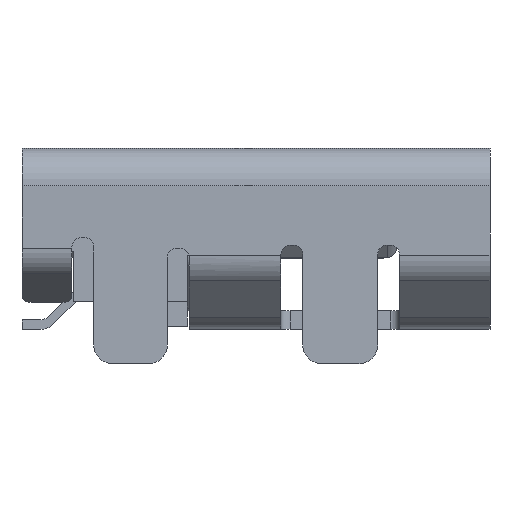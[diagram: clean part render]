
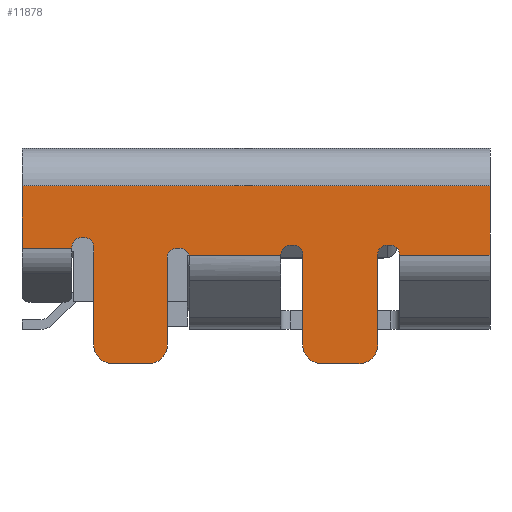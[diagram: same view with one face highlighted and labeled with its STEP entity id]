
A CAD part, left-side view. The second image highlights one B-rep face of the part: STEP entity #11878.
In plain terms, the highlighted planar face has unit normal (-1, 0, 0).
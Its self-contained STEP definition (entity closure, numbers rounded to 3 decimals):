
#10475 = VERTEX_POINT('',#10476);
#10476 = CARTESIAN_POINT('',(-3.25,4.1,1.47));
#10482 = EDGE_CURVE('',#10475,#10483,#10485,.T.);
#10483 = VERTEX_POINT('',#10484);
#10484 = CARTESIAN_POINT('',(-3.25,4.15,1.47));
#10485 = LINE('',#10486,#10487);
#10486 = CARTESIAN_POINT('',(-3.25,0.95,1.47));
#10487 = VECTOR('',#10488,1.);
#10488 = DIRECTION('',(0.,1.,0.));
#11859 = EDGE_CURVE('',#11860,#10475,#11862,.T.);
#11860 = VERTEX_POINT('',#11861);
#11861 = CARTESIAN_POINT('',(-3.25,3.95,1.32));
#11862 = CIRCLE('',#11863,0.15);
#11863 = AXIS2_PLACEMENT_3D('',#11864,#11865,#11866);
#11864 = CARTESIAN_POINT('',(-3.25,4.1,1.32));
#11865 = DIRECTION('',(-1.,0.,0.));
#11866 = DIRECTION('',(0.,0.,-1.));
#11878 = ADVANCED_FACE('',(#11879),#12124,.T.);
#11879 = FACE_BOUND('',#11880,.T.);
#11880 = EDGE_LOOP('',(#11881,#11889,#11898,#11906,#11915,#11923,#11932,
    #11940,#11949,#11957,#11965,#11974,#11982,#11991,#11999,#12008,
    #12016,#12025,#12033,#12042,#12050,#12059,#12067,#12075,#12083,
    #12091,#12099,#12107,#12115,#12122,#12123));
#11881 = ORIENTED_EDGE('',*,*,#11882,.T.);
#11882 = EDGE_CURVE('',#11860,#11883,#11885,.T.);
#11883 = VERTEX_POINT('',#11884);
#11884 = CARTESIAN_POINT('',(-3.25,3.95,-0.25));
#11885 = LINE('',#11886,#11887);
#11886 = CARTESIAN_POINT('',(-3.25,3.95,1.75));
#11887 = VECTOR('',#11888,1.);
#11888 = DIRECTION('',(0.,0.,-1.));
#11889 = ORIENTED_EDGE('',*,*,#11890,.F.);
#11890 = EDGE_CURVE('',#11891,#11883,#11893,.T.);
#11891 = VERTEX_POINT('',#11892);
#11892 = CARTESIAN_POINT('',(-3.25,3.65,-0.55));
#11893 = CIRCLE('',#11894,0.3);
#11894 = AXIS2_PLACEMENT_3D('',#11895,#11896,#11897);
#11895 = CARTESIAN_POINT('',(-3.25,3.65,-0.25));
#11896 = DIRECTION('',(1.,0.,0.));
#11897 = DIRECTION('',(0.,0.,1.));
#11898 = ORIENTED_EDGE('',*,*,#11899,.T.);
#11899 = EDGE_CURVE('',#11891,#11900,#11902,.T.);
#11900 = VERTEX_POINT('',#11901);
#11901 = CARTESIAN_POINT('',(-3.25,3.07,-0.55));
#11902 = LINE('',#11903,#11904);
#11903 = CARTESIAN_POINT('',(-3.25,3.95,-0.55));
#11904 = VECTOR('',#11905,1.);
#11905 = DIRECTION('',(0.,-1.,0.));
#11906 = ORIENTED_EDGE('',*,*,#11907,.T.);
#11907 = EDGE_CURVE('',#11900,#11908,#11910,.T.);
#11908 = VERTEX_POINT('',#11909);
#11909 = CARTESIAN_POINT('',(-3.25,2.77,-0.25));
#11910 = CIRCLE('',#11911,0.3);
#11911 = AXIS2_PLACEMENT_3D('',#11912,#11913,#11914);
#11912 = CARTESIAN_POINT('',(-3.25,3.07,-0.25));
#11913 = DIRECTION('',(-1.,0.,0.));
#11914 = DIRECTION('',(0.,0.,1.));
#11915 = ORIENTED_EDGE('',*,*,#11916,.F.);
#11916 = EDGE_CURVE('',#11917,#11908,#11919,.T.);
#11917 = VERTEX_POINT('',#11918);
#11918 = CARTESIAN_POINT('',(-3.25,2.77,1.15));
#11919 = LINE('',#11920,#11921);
#11920 = CARTESIAN_POINT('',(-3.25,2.77,1.2));
#11921 = VECTOR('',#11922,1.);
#11922 = DIRECTION('',(0.,0.,-1.));
#11923 = ORIENTED_EDGE('',*,*,#11924,.F.);
#11924 = EDGE_CURVE('',#11925,#11917,#11927,.T.);
#11925 = VERTEX_POINT('',#11926);
#11926 = CARTESIAN_POINT('',(-3.25,2.62,1.3));
#11927 = CIRCLE('',#11928,0.15);
#11928 = AXIS2_PLACEMENT_3D('',#11929,#11930,#11931);
#11929 = CARTESIAN_POINT('',(-3.25,2.62,1.15));
#11930 = DIRECTION('',(-1.,0.,0.));
#11931 = DIRECTION('',(0.,0.,-1.));
#11932 = ORIENTED_EDGE('',*,*,#11933,.T.);
#11933 = EDGE_CURVE('',#11925,#11934,#11936,.T.);
#11934 = VERTEX_POINT('',#11935);
#11935 = CARTESIAN_POINT('',(-3.25,2.57,1.3));
#11936 = LINE('',#11937,#11938);
#11937 = CARTESIAN_POINT('',(-3.25,0.01,1.3));
#11938 = VECTOR('',#11939,1.);
#11939 = DIRECTION('',(0.,-1.,0.));
#11940 = ORIENTED_EDGE('',*,*,#11941,.F.);
#11941 = EDGE_CURVE('',#11942,#11934,#11944,.T.);
#11942 = VERTEX_POINT('',#11943);
#11943 = CARTESIAN_POINT('',(-3.25,2.425,
    1.19));
#11944 = CIRCLE('',#11945,0.15);
#11945 = AXIS2_PLACEMENT_3D('',#11946,#11947,#11948);
#11946 = CARTESIAN_POINT('',(-3.25,2.57,1.15));
#11947 = DIRECTION('',(-1.,0.,0.));
#11948 = DIRECTION('',(0.,0.,-1.));
#11949 = ORIENTED_EDGE('',*,*,#11950,.F.);
#11950 = EDGE_CURVE('',#11951,#11942,#11953,.T.);
#11951 = VERTEX_POINT('',#11952);
#11952 = CARTESIAN_POINT('',(-3.25,0.95,1.19));
#11953 = LINE('',#11954,#11955);
#11954 = CARTESIAN_POINT('',(-3.25,-2.4,1.19));
#11955 = VECTOR('',#11956,1.);
#11956 = DIRECTION('',(0.,1.,0.));
#11957 = ORIENTED_EDGE('',*,*,#11958,.T.);
#11958 = EDGE_CURVE('',#11951,#11959,#11961,.T.);
#11959 = VERTEX_POINT('',#11960);
#11960 = CARTESIAN_POINT('',(-3.25,0.95,1.2));
#11961 = LINE('',#11962,#11963);
#11962 = CARTESIAN_POINT('',(-3.25,0.95,0.));
#11963 = VECTOR('',#11964,1.);
#11964 = DIRECTION('',(0.,0.,1.));
#11965 = ORIENTED_EDGE('',*,*,#11966,.T.);
#11966 = EDGE_CURVE('',#11959,#11967,#11969,.T.);
#11967 = VERTEX_POINT('',#11968);
#11968 = CARTESIAN_POINT('',(-3.25,0.8,1.35));
#11969 = CIRCLE('',#11970,0.15);
#11970 = AXIS2_PLACEMENT_3D('',#11971,#11972,#11973);
#11971 = CARTESIAN_POINT('',(-3.25,0.8,1.2));
#11972 = DIRECTION('',(1.,0.,0.));
#11973 = DIRECTION('',(0.,0.,-1.));
#11974 = ORIENTED_EDGE('',*,*,#11975,.T.);
#11975 = EDGE_CURVE('',#11967,#11976,#11978,.T.);
#11976 = VERTEX_POINT('',#11977);
#11977 = CARTESIAN_POINT('',(-3.25,0.75,1.35));
#11978 = LINE('',#11979,#11980);
#11979 = CARTESIAN_POINT('',(-3.25,0.95,1.35));
#11980 = VECTOR('',#11981,1.);
#11981 = DIRECTION('',(0.,-1.,0.));
#11982 = ORIENTED_EDGE('',*,*,#11983,.T.);
#11983 = EDGE_CURVE('',#11976,#11984,#11986,.T.);
#11984 = VERTEX_POINT('',#11985);
#11985 = CARTESIAN_POINT('',(-3.25,0.6,1.2));
#11986 = CIRCLE('',#11987,0.15);
#11987 = AXIS2_PLACEMENT_3D('',#11988,#11989,#11990);
#11988 = CARTESIAN_POINT('',(-3.25,0.75,1.2));
#11989 = DIRECTION('',(1.,0.,0.));
#11990 = DIRECTION('',(0.,0.,-1.));
#11991 = ORIENTED_EDGE('',*,*,#11992,.T.);
#11992 = EDGE_CURVE('',#11984,#11993,#11995,.T.);
#11993 = VERTEX_POINT('',#11994);
#11994 = CARTESIAN_POINT('',(-3.25,0.6,-0.25));
#11995 = LINE('',#11996,#11997);
#11996 = CARTESIAN_POINT('',(-3.25,0.6,1.35));
#11997 = VECTOR('',#11998,1.);
#11998 = DIRECTION('',(0.,0.,-1.));
#11999 = ORIENTED_EDGE('',*,*,#12000,.T.);
#12000 = EDGE_CURVE('',#11993,#12001,#12003,.T.);
#12001 = VERTEX_POINT('',#12002);
#12002 = CARTESIAN_POINT('',(-3.25,0.3,-0.55));
#12003 = CIRCLE('',#12004,0.3);
#12004 = AXIS2_PLACEMENT_3D('',#12005,#12006,#12007);
#12005 = CARTESIAN_POINT('',(-3.25,0.3,-0.25));
#12006 = DIRECTION('',(-1.,0.,0.));
#12007 = DIRECTION('',(0.,0.,-1.));
#12008 = ORIENTED_EDGE('',*,*,#12009,.T.);
#12009 = EDGE_CURVE('',#12001,#12010,#12012,.T.);
#12010 = VERTEX_POINT('',#12011);
#12011 = CARTESIAN_POINT('',(-3.25,-0.3,-0.55));
#12012 = LINE('',#12013,#12014);
#12013 = CARTESIAN_POINT('',(-3.25,0.6,-0.55));
#12014 = VECTOR('',#12015,1.);
#12015 = DIRECTION('',(0.,-1.,0.));
#12016 = ORIENTED_EDGE('',*,*,#12017,.F.);
#12017 = EDGE_CURVE('',#12018,#12010,#12020,.T.);
#12018 = VERTEX_POINT('',#12019);
#12019 = CARTESIAN_POINT('',(-3.25,-0.6,-0.25));
#12020 = CIRCLE('',#12021,0.3);
#12021 = AXIS2_PLACEMENT_3D('',#12022,#12023,#12024);
#12022 = CARTESIAN_POINT('',(-3.25,-0.3,-0.25));
#12023 = DIRECTION('',(1.,0.,0.));
#12024 = DIRECTION('',(0.,0.,1.));
#12025 = ORIENTED_EDGE('',*,*,#12026,.F.);
#12026 = EDGE_CURVE('',#12027,#12018,#12029,.T.);
#12027 = VERTEX_POINT('',#12028);
#12028 = CARTESIAN_POINT('',(-3.25,-0.6,1.2));
#12029 = LINE('',#12030,#12031);
#12030 = CARTESIAN_POINT('',(-3.25,-0.6,1.35));
#12031 = VECTOR('',#12032,1.);
#12032 = DIRECTION('',(0.,0.,-1.));
#12033 = ORIENTED_EDGE('',*,*,#12034,.F.);
#12034 = EDGE_CURVE('',#12035,#12027,#12037,.T.);
#12035 = VERTEX_POINT('',#12036);
#12036 = CARTESIAN_POINT('',(-3.25,-0.75,1.35));
#12037 = CIRCLE('',#12038,0.15);
#12038 = AXIS2_PLACEMENT_3D('',#12039,#12040,#12041);
#12039 = CARTESIAN_POINT('',(-3.25,-0.75,1.2));
#12040 = DIRECTION('',(-1.,0.,0.));
#12041 = DIRECTION('',(0.,0.,1.));
#12042 = ORIENTED_EDGE('',*,*,#12043,.T.);
#12043 = EDGE_CURVE('',#12035,#12044,#12046,.T.);
#12044 = VERTEX_POINT('',#12045);
#12045 = CARTESIAN_POINT('',(-3.25,-0.8,1.35));
#12046 = LINE('',#12047,#12048);
#12047 = CARTESIAN_POINT('',(-3.25,0.95,1.35));
#12048 = VECTOR('',#12049,1.);
#12049 = DIRECTION('',(0.,-1.,0.));
#12050 = ORIENTED_EDGE('',*,*,#12051,.F.);
#12051 = EDGE_CURVE('',#12052,#12044,#12054,.T.);
#12052 = VERTEX_POINT('',#12053);
#12053 = CARTESIAN_POINT('',(-3.25,-0.95,1.2));
#12054 = CIRCLE('',#12055,0.15);
#12055 = AXIS2_PLACEMENT_3D('',#12056,#12057,#12058);
#12056 = CARTESIAN_POINT('',(-3.25,-0.8,1.2));
#12057 = DIRECTION('',(-1.,0.,0.));
#12058 = DIRECTION('',(0.,0.,1.));
#12059 = ORIENTED_EDGE('',*,*,#12060,.F.);
#12060 = EDGE_CURVE('',#12061,#12052,#12063,.T.);
#12061 = VERTEX_POINT('',#12062);
#12062 = CARTESIAN_POINT('',(-3.25,-0.95,1.19));
#12063 = LINE('',#12064,#12065);
#12064 = CARTESIAN_POINT('',(-3.25,-0.95,0.));
#12065 = VECTOR('',#12066,1.);
#12066 = DIRECTION('',(0.,0.,1.));
#12067 = ORIENTED_EDGE('',*,*,#12068,.F.);
#12068 = EDGE_CURVE('',#12069,#12061,#12071,.T.);
#12069 = VERTEX_POINT('',#12070);
#12070 = CARTESIAN_POINT('',(-3.25,-2.4,1.19));
#12071 = LINE('',#12072,#12073);
#12072 = CARTESIAN_POINT('',(-3.25,-2.4,1.19));
#12073 = VECTOR('',#12074,1.);
#12074 = DIRECTION('',(0.,1.,0.));
#12075 = ORIENTED_EDGE('',*,*,#12076,.F.);
#12076 = EDGE_CURVE('',#12077,#12069,#12079,.T.);
#12077 = VERTEX_POINT('',#12078);
#12078 = CARTESIAN_POINT('',(-3.25,-2.4,2.3));
#12079 = LINE('',#12080,#12081);
#12080 = CARTESIAN_POINT('',(-3.25,-2.4,2.3));
#12081 = VECTOR('',#12082,1.);
#12082 = DIRECTION('',(0.,0.,-1.));
#12083 = ORIENTED_EDGE('',*,*,#12084,.T.);
#12084 = EDGE_CURVE('',#12077,#12085,#12087,.T.);
#12085 = VERTEX_POINT('',#12086);
#12086 = CARTESIAN_POINT('',(-3.25,5.1,2.3));
#12087 = LINE('',#12088,#12089);
#12088 = CARTESIAN_POINT('',(-3.25,-2.4,2.3));
#12089 = VECTOR('',#12090,1.);
#12090 = DIRECTION('',(0.,1.,0.));
#12091 = ORIENTED_EDGE('',*,*,#12092,.T.);
#12092 = EDGE_CURVE('',#12085,#12093,#12095,.T.);
#12093 = VERTEX_POINT('',#12094);
#12094 = CARTESIAN_POINT('',(-3.25,5.1,1.3));
#12095 = LINE('',#12096,#12097);
#12096 = CARTESIAN_POINT('',(-3.25,5.1,2.3));
#12097 = VECTOR('',#12098,1.);
#12098 = DIRECTION('',(0.,0.,-1.));
#12099 = ORIENTED_EDGE('',*,*,#12100,.T.);
#12100 = EDGE_CURVE('',#12093,#12101,#12103,.T.);
#12101 = VERTEX_POINT('',#12102);
#12102 = CARTESIAN_POINT('',(-3.25,4.3,1.3));
#12103 = LINE('',#12104,#12105);
#12104 = CARTESIAN_POINT('',(-3.25,5.1,1.3));
#12105 = VECTOR('',#12106,1.);
#12106 = DIRECTION('',(0.,-1.,0.));
#12107 = ORIENTED_EDGE('',*,*,#12108,.F.);
#12108 = EDGE_CURVE('',#12109,#12101,#12111,.T.);
#12109 = VERTEX_POINT('',#12110);
#12110 = CARTESIAN_POINT('',(-3.25,4.3,1.32));
#12111 = LINE('',#12112,#12113);
#12112 = CARTESIAN_POINT('',(-3.25,4.3,1.4));
#12113 = VECTOR('',#12114,1.);
#12114 = DIRECTION('',(0.,0.,-1.));
#12115 = ORIENTED_EDGE('',*,*,#12116,.F.);
#12116 = EDGE_CURVE('',#10483,#12109,#12117,.T.);
#12117 = CIRCLE('',#12118,0.15);
#12118 = AXIS2_PLACEMENT_3D('',#12119,#12120,#12121);
#12119 = CARTESIAN_POINT('',(-3.25,4.15,1.32));
#12120 = DIRECTION('',(-1.,0.,0.));
#12121 = DIRECTION('',(0.,0.,-1.));
#12122 = ORIENTED_EDGE('',*,*,#10482,.F.);
#12123 = ORIENTED_EDGE('',*,*,#11859,.F.);
#12124 = PLANE('',#12125);
#12125 = AXIS2_PLACEMENT_3D('',#12126,#12127,#12128);
#12126 = CARTESIAN_POINT('',(-3.25,1.449,1.183));
#12127 = DIRECTION('',(-1.,0.,0.));
#12128 = DIRECTION('',(0.,0.,-1.));
